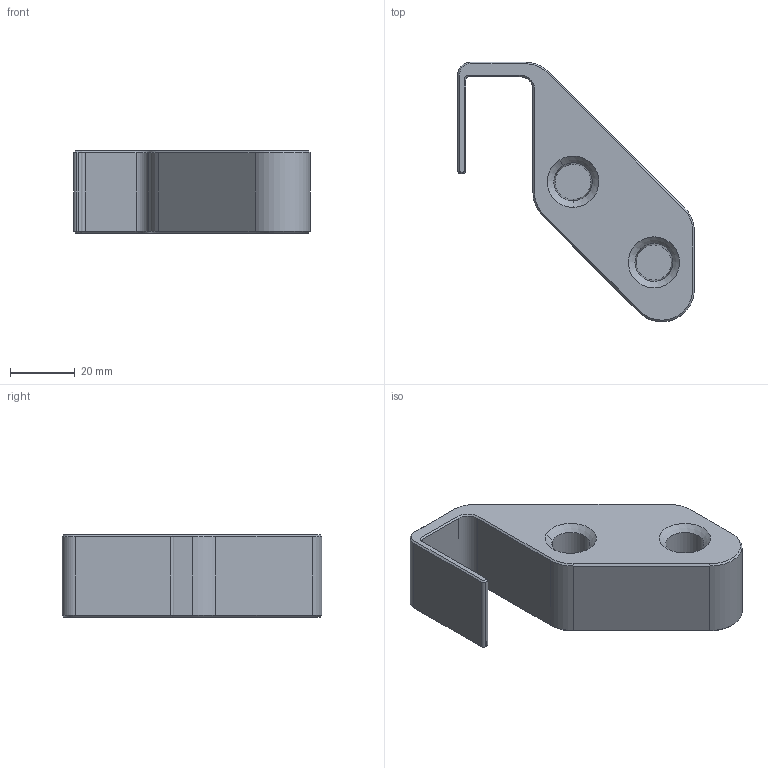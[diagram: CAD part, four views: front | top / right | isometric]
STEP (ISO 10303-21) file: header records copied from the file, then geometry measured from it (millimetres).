
FILE_DESCRIPTION(/* description */ ('','CAx-IF Rec.Pracs.---Representation and Presentation of Product Manufacturing Information (PMI)---4.0---2014-10-13'),/* implementation_level */ '2;1');
FILE_NAME(/* name */ 'Kitchen Towel Drying Rack v3.step',/* time_stamp */ '2025-01-06T00:13:57-08:00',/* author */ (''),/* organization */ (''),/* preprocessor_version */ 'ST-DEVELOPER v20',/* originating_system */ 'Autodesk Translation Framework v13.20.0.188',/* authorisation */ '');
FILE_SCHEMA (('AP242_MANAGED_MODEL_BASED_3D_ENGINEERING_MIM_LF { 1 0 10303 442 1 1 4 }'));
Length unit declared in the file: millimetre
Products named in the file (1): Kitchen Towel Drying Rack
Bounding box: 73.09 x 80.18 x 25.4 mm (x, y, z)
Volume: 54812.7 mm3; surface area: 13895.7 mm2
Topology: 1 solids, 1 shells, 67 faces, 147 edges, 84 vertices
Faces by surface type: plane 31, cone 24, cylinder 12
Full cylindrical faces by diameter (mm): 11.8 x1
Entity records: 1830 total; most frequent: DIRECTION 327, CARTESIAN_POINT 311, ORIENTED_EDGE 294, EDGE_CURVE 147, AXIS2_PLACEMENT_3D 116, LINE 95, VECTOR 95, VERTEX_POINT 84
